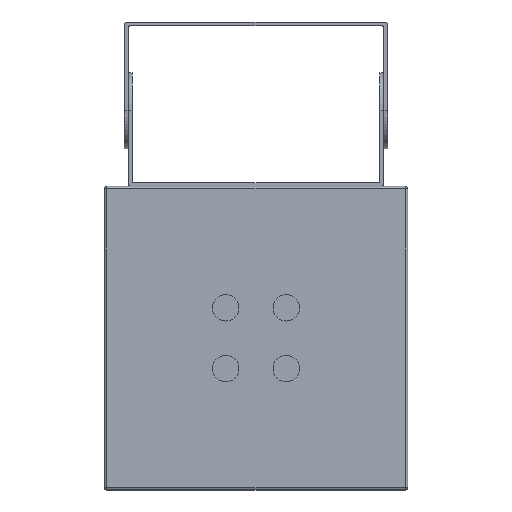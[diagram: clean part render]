
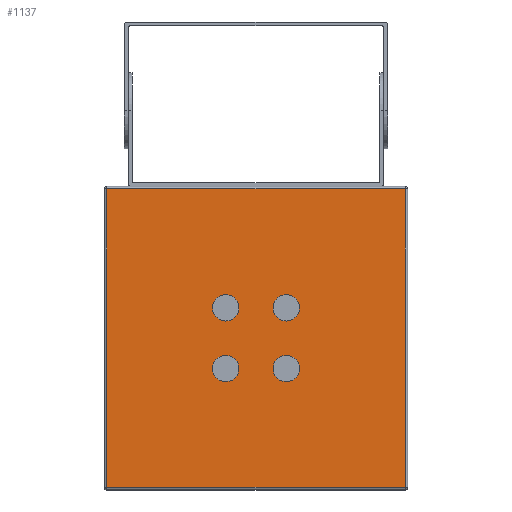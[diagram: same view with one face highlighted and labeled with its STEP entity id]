
A CAD part, top view. The second image highlights one B-rep face of the part: STEP entity #1137.
In plain terms, the highlighted planar face has unit normal (0, 0, 1).
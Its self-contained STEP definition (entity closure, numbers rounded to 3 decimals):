
#58=CIRCLE('',#1235,5.25);
#59=CIRCLE('',#1236,5.25);
#60=CIRCLE('',#1237,5.25);
#61=CIRCLE('',#1238,5.25);
#162=ORIENTED_EDGE('',*,*,#474,.T.);
#163=ORIENTED_EDGE('',*,*,#475,.T.);
#164=ORIENTED_EDGE('',*,*,#476,.T.);
#165=ORIENTED_EDGE('',*,*,#477,.T.);
#166=ORIENTED_EDGE('',*,*,#478,.T.);
#167=ORIENTED_EDGE('',*,*,#479,.T.);
#168=ORIENTED_EDGE('',*,*,#480,.T.);
#169=ORIENTED_EDGE('',*,*,#481,.T.);
#474=EDGE_CURVE('',#630,#630,#58,.T.);
#475=EDGE_CURVE('',#631,#631,#59,.T.);
#476=EDGE_CURVE('',#632,#632,#60,.T.);
#477=EDGE_CURVE('',#633,#633,#61,.T.);
#478=EDGE_CURVE('',#634,#635,#738,.T.);
#479=EDGE_CURVE('',#635,#636,#739,.T.);
#480=EDGE_CURVE('',#636,#637,#740,.T.);
#481=EDGE_CURVE('',#637,#634,#741,.T.);
#630=VERTEX_POINT('',#1788);
#631=VERTEX_POINT('',#1790);
#632=VERTEX_POINT('',#1792);
#633=VERTEX_POINT('',#1794);
#634=VERTEX_POINT('',#1796);
#635=VERTEX_POINT('',#1797);
#636=VERTEX_POINT('',#1799);
#637=VERTEX_POINT('',#1801);
#738=LINE('',#1795,#842);
#739=LINE('',#1798,#843);
#740=LINE('',#1800,#844);
#741=LINE('',#1802,#845);
#842=VECTOR('',#1419,1000.);
#843=VECTOR('',#1420,1000.);
#844=VECTOR('',#1421,1000.);
#845=VECTOR('',#1422,1000.);
#929=EDGE_LOOP('',(#162));
#930=EDGE_LOOP('',(#163));
#931=EDGE_LOOP('',(#164));
#932=EDGE_LOOP('',(#165));
#933=EDGE_LOOP('',(#166,#167,#168,#169));
#1015=FACE_BOUND('',#929,.T.);
#1016=FACE_BOUND('',#930,.T.);
#1017=FACE_BOUND('',#931,.T.);
#1018=FACE_BOUND('',#932,.T.);
#1019=FACE_BOUND('',#933,.T.);
#1100=PLANE('',#1234);
#1137=ADVANCED_FACE('',(#1015,#1016,#1017,#1018,#1019),#1100,.T.);
#1234=AXIS2_PLACEMENT_3D('',#1786,#1409,#1410);
#1235=AXIS2_PLACEMENT_3D('',#1787,#1411,#1412);
#1236=AXIS2_PLACEMENT_3D('',#1789,#1413,#1414);
#1237=AXIS2_PLACEMENT_3D('',#1791,#1415,#1416);
#1238=AXIS2_PLACEMENT_3D('',#1793,#1417,#1418);
#1409=DIRECTION('',(0.,0.,1.));
#1410=DIRECTION('',(1.,0.,0.));
#1411=DIRECTION('',(0.,0.,-1.));
#1412=DIRECTION('',(1.,0.,0.));
#1413=DIRECTION('',(0.,0.,-1.));
#1414=DIRECTION('',(1.,0.,0.));
#1415=DIRECTION('',(0.,0.,-1.));
#1416=DIRECTION('',(1.,0.,0.));
#1417=DIRECTION('',(0.,0.,-1.));
#1418=DIRECTION('',(1.,0.,0.));
#1419=DIRECTION('',(0.,1.,0.));
#1420=DIRECTION('',(-1.,0.,0.));
#1421=DIRECTION('',(0.,-1.,0.));
#1422=DIRECTION('',(1.,0.,0.));
#1786=CARTESIAN_POINT('',(0.,0.,55.21));
#1787=CARTESIAN_POINT('',(12.,-12.,55.21));
#1788=CARTESIAN_POINT('',(17.25,-12.,55.21));
#1789=CARTESIAN_POINT('',(-12.,-12.,55.21));
#1790=CARTESIAN_POINT('',(-6.75,-12.,55.21));
#1791=CARTESIAN_POINT('',(12.,12.,55.21));
#1792=CARTESIAN_POINT('',(17.25,12.,55.21));
#1793=CARTESIAN_POINT('',(-12.,12.,55.21));
#1794=CARTESIAN_POINT('',(-6.75,12.,55.21));
#1795=CARTESIAN_POINT('',(59.,60.,55.21));
#1796=CARTESIAN_POINT('',(59.,-59.,55.21));
#1797=CARTESIAN_POINT('',(59.,59.,55.21));
#1798=CARTESIAN_POINT('',(-60.,59.,55.21));
#1799=CARTESIAN_POINT('',(-59.,59.,55.21));
#1800=CARTESIAN_POINT('',(-59.,-60.,55.21));
#1801=CARTESIAN_POINT('',(-59.,-59.,55.21));
#1802=CARTESIAN_POINT('',(60.,-59.,55.21));
